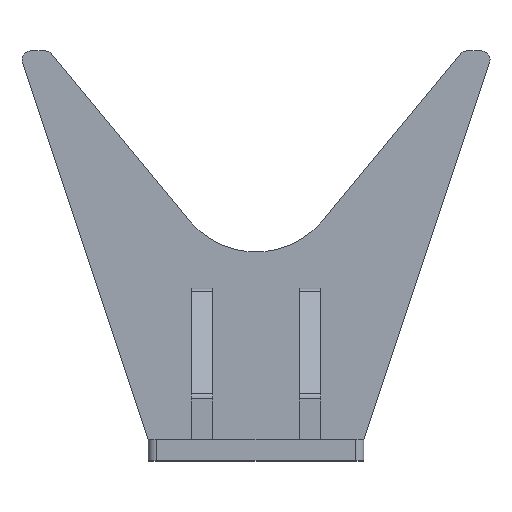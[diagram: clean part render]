
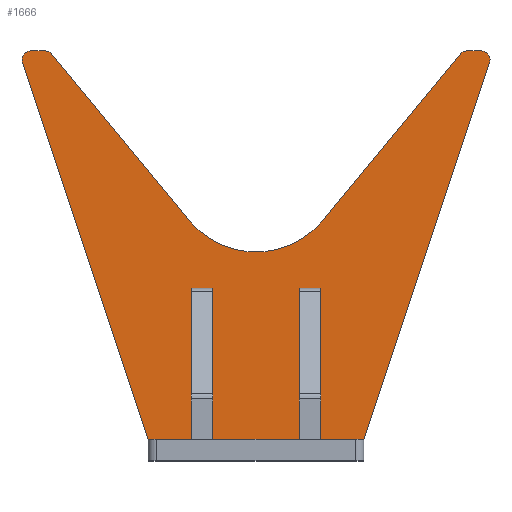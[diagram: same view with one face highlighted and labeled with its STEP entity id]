
A CAD part, top view. The second image highlights one B-rep face of the part: STEP entity #1666.
In plain terms, the highlighted planar face has unit normal (0, 0, 1).
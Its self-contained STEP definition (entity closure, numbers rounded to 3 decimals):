
#57=FACE_BOUND('',#250,.T.);
#58=FACE_BOUND('',#251,.T.);
#78=CIRCLE('',#1819,20.);
#79=CIRCLE('',#1822,2.);
#81=CIRCLE('',#1825,2.);
#82=CIRCLE('',#1826,2.);
#83=CIRCLE('',#1827,2.);
#149=FACE_OUTER_BOUND('',#249,.T.);
#249=EDGE_LOOP('',(#1280,#1281,#1282,#1283,#1284,#1285,#1286,#1287,#1288,
#1289,#1290,#1291,#1292,#1293,#1294,#1295));
#250=EDGE_LOOP('',(#1296,#1297,#1298,#1299));
#251=EDGE_LOOP('',(#1300,#1301,#1302,#1303));
#361=LINE('',#2508,#561);
#364=LINE('',#2514,#564);
#368=LINE('',#2523,#568);
#371=LINE('',#2529,#571);
#373=LINE('',#2534,#573);
#376=LINE('',#2540,#576);
#378=LINE('',#2543,#578);
#380=LINE('',#2546,#580);
#386=LINE('',#2562,#586);
#389=LINE('',#2574,#589);
#390=LINE('',#2577,#590);
#391=LINE('',#2581,#591);
#392=LINE('',#2585,#592);
#393=LINE('',#2587,#593);
#394=LINE('',#2589,#594);
#395=LINE('',#2591,#595);
#396=LINE('',#2593,#596);
#397=LINE('',#2595,#597);
#398=LINE('',#2596,#598);
#561=VECTOR('',#2044,10.);
#564=VECTOR('',#2049,10.);
#568=VECTOR('',#2055,10.);
#571=VECTOR('',#2060,10.);
#573=VECTOR('',#2064,10.);
#576=VECTOR('',#2069,10.);
#578=VECTOR('',#2073,10.);
#580=VECTOR('',#2077,10.);
#586=VECTOR('',#2091,10.);
#589=VECTOR('',#2102,10.);
#590=VECTOR('',#2105,10.);
#591=VECTOR('',#2108,10.);
#592=VECTOR('',#2111,10.);
#593=VECTOR('',#2112,10.);
#594=VECTOR('',#2113,10.);
#595=VECTOR('',#2114,10.);
#596=VECTOR('',#2115,10.);
#597=VECTOR('',#2116,10.);
#598=VECTOR('',#2117,10.);
#751=VERTEX_POINT('',#2502);
#753=VERTEX_POINT('',#2506);
#755=VERTEX_POINT('',#2512);
#757=VERTEX_POINT('',#2517);
#759=VERTEX_POINT('',#2521);
#761=VERTEX_POINT('',#2527);
#762=VERTEX_POINT('',#2531);
#764=VERTEX_POINT('',#2537);
#768=VERTEX_POINT('',#2552);
#769=VERTEX_POINT('',#2554);
#771=VERTEX_POINT('',#2560);
#772=VERTEX_POINT('',#2564);
#773=VERTEX_POINT('',#2565);
#776=VERTEX_POINT('',#2573);
#777=VERTEX_POINT('',#2575);
#778=VERTEX_POINT('',#2578);
#779=VERTEX_POINT('',#2580);
#780=VERTEX_POINT('',#2582);
#781=VERTEX_POINT('',#2584);
#782=VERTEX_POINT('',#2586);
#783=VERTEX_POINT('',#2588);
#784=VERTEX_POINT('',#2590);
#785=VERTEX_POINT('',#2592);
#786=VERTEX_POINT('',#2594);
#933=EDGE_CURVE('',#753,#751,#361,.T.);
#936=EDGE_CURVE('',#755,#753,#364,.T.);
#940=EDGE_CURVE('',#759,#757,#368,.T.);
#943=EDGE_CURVE('',#761,#759,#371,.T.);
#945=EDGE_CURVE('',#762,#755,#373,.T.);
#948=EDGE_CURVE('',#764,#761,#376,.T.);
#950=EDGE_CURVE('',#751,#762,#378,.T.);
#952=EDGE_CURVE('',#757,#764,#380,.T.);
#956=EDGE_CURVE('',#768,#769,#78,.T.);
#960=EDGE_CURVE('',#768,#771,#386,.T.);
#961=EDGE_CURVE('',#772,#773,#79,.T.);
#965=EDGE_CURVE('',#772,#776,#389,.T.);
#966=EDGE_CURVE('',#777,#776,#81,.T.);
#967=EDGE_CURVE('',#777,#769,#390,.T.);
#968=EDGE_CURVE('',#778,#771,#82,.T.);
#969=EDGE_CURVE('',#778,#779,#391,.T.);
#970=EDGE_CURVE('',#780,#779,#83,.T.);
#971=EDGE_CURVE('',#780,#781,#392,.T.);
#972=EDGE_CURVE('',#781,#782,#393,.T.);
#973=EDGE_CURVE('',#782,#783,#394,.T.);
#974=EDGE_CURVE('',#783,#784,#395,.T.);
#975=EDGE_CURVE('',#784,#785,#396,.T.);
#976=EDGE_CURVE('',#785,#786,#397,.T.);
#977=EDGE_CURVE('',#786,#773,#398,.T.);
#1280=ORIENTED_EDGE('',*,*,#961,.F.);
#1281=ORIENTED_EDGE('',*,*,#965,.T.);
#1282=ORIENTED_EDGE('',*,*,#966,.F.);
#1283=ORIENTED_EDGE('',*,*,#967,.T.);
#1284=ORIENTED_EDGE('',*,*,#956,.F.);
#1285=ORIENTED_EDGE('',*,*,#960,.T.);
#1286=ORIENTED_EDGE('',*,*,#968,.F.);
#1287=ORIENTED_EDGE('',*,*,#969,.T.);
#1288=ORIENTED_EDGE('',*,*,#970,.F.);
#1289=ORIENTED_EDGE('',*,*,#971,.T.);
#1290=ORIENTED_EDGE('',*,*,#972,.T.);
#1291=ORIENTED_EDGE('',*,*,#973,.T.);
#1292=ORIENTED_EDGE('',*,*,#974,.T.);
#1293=ORIENTED_EDGE('',*,*,#975,.T.);
#1294=ORIENTED_EDGE('',*,*,#976,.T.);
#1295=ORIENTED_EDGE('',*,*,#977,.T.);
#1296=ORIENTED_EDGE('',*,*,#948,.F.);
#1297=ORIENTED_EDGE('',*,*,#952,.F.);
#1298=ORIENTED_EDGE('',*,*,#940,.F.);
#1299=ORIENTED_EDGE('',*,*,#943,.F.);
#1300=ORIENTED_EDGE('',*,*,#936,.F.);
#1301=ORIENTED_EDGE('',*,*,#945,.F.);
#1302=ORIENTED_EDGE('',*,*,#950,.F.);
#1303=ORIENTED_EDGE('',*,*,#933,.F.);
#1587=PLANE('',#1824);
#1666=ADVANCED_FACE('',(#149,#57,#58),#1587,.T.);
#1819=AXIS2_PLACEMENT_3D('',#2555,#2084,#2085);
#1822=AXIS2_PLACEMENT_3D('',#2566,#2094,#2095);
#1824=AXIS2_PLACEMENT_3D('',#2572,#2100,#2101);
#1825=AXIS2_PLACEMENT_3D('',#2576,#2103,#2104);
#1826=AXIS2_PLACEMENT_3D('',#2579,#2106,#2107);
#1827=AXIS2_PLACEMENT_3D('',#2583,#2109,#2110);
#2044=DIRECTION('',(1.,0.,0.));
#2049=DIRECTION('',(0.,-1.,0.));
#2055=DIRECTION('',(1.,0.,0.));
#2060=DIRECTION('',(0.,-1.,0.));
#2064=DIRECTION('',(-1.,0.,0.));
#2069=DIRECTION('',(-1.,0.,0.));
#2073=DIRECTION('',(0.,1.,0.));
#2077=DIRECTION('',(0.,1.,0.));
#2084=DIRECTION('center_axis',(0.,0.,1.));
#2085=DIRECTION('ref_axis',(0.,-1.,0.));
#2091=DIRECTION('',(-0.636,0.771,0.));
#2094=DIRECTION('center_axis',(0.,0.,-1.));
#2095=DIRECTION('ref_axis',(0.811,0.585,0.));
#2100=DIRECTION('center_axis',(0.,0.,1.));
#2101=DIRECTION('ref_axis',(1.,0.,0.));
#2102=DIRECTION('',(-1.,0.,0.));
#2103=DIRECTION('center_axis',(0.,0.,-1.));
#2104=DIRECTION('ref_axis',(-0.426,0.905,0.));
#2105=DIRECTION('',(-0.636,-0.771,0.));
#2106=DIRECTION('center_axis',(0.,0.,-1.));
#2107=DIRECTION('ref_axis',(0.426,0.905,0.));
#2108=DIRECTION('',(-1.,0.,0.));
#2109=DIRECTION('center_axis',(0.,0.,-1.));
#2110=DIRECTION('ref_axis',(-0.811,0.585,0.));
#2111=DIRECTION('',(0.316,-0.949,0.));
#2112=DIRECTION('',(1.,0.,0.));
#2113=DIRECTION('',(0.,-1.,0.));
#2114=DIRECTION('',(1.,0.,0.));
#2115=DIRECTION('',(0.,1.,0.));
#2116=DIRECTION('',(1.,0.,0.));
#2117=DIRECTION('',(0.316,0.949,0.));
#2502=CARTESIAN_POINT('',(164.85,75.15,5.));
#2506=CARTESIAN_POINT('',(160.15,75.15,5.));
#2508=CARTESIAN_POINT('',(165.,75.15,5.));
#2512=CARTESIAN_POINT('',(160.15,89.85,5.));
#2514=CARTESIAN_POINT('',(160.15,91.25,5.));
#2517=CARTESIAN_POINT('',(139.85,75.15,5.));
#2521=CARTESIAN_POINT('',(135.15,75.15,5.));
#2523=CARTESIAN_POINT('',(142.5,75.15,5.));
#2527=CARTESIAN_POINT('',(135.15,89.85,5.));
#2529=CARTESIAN_POINT('',(135.15,75.,5.));
#2531=CARTESIAN_POINT('',(164.85,89.85,5.));
#2534=CARTESIAN_POINT('',(157.5,89.85,5.));
#2537=CARTESIAN_POINT('',(139.85,89.85,5.));
#2540=CARTESIAN_POINT('',(130.,89.85,5.));
#2543=CARTESIAN_POINT('',(164.85,75.,5.));
#2546=CARTESIAN_POINT('',(139.85,98.75,5.));
#2552=CARTESIAN_POINT('',(134.572,115.66,5.));
#2554=CARTESIAN_POINT('',(165.428,115.66,5.));
#2555=CARTESIAN_POINT('Origin',(150.,128.387,5.));
#2560=CARTESIAN_POINT('',(102.718,154.273,5.));
#2562=CARTESIAN_POINT('',(150.,96.959,5.));
#2564=CARTESIAN_POINT('',(202.225,155.,5.));
#2565=CARTESIAN_POINT('',(204.123,152.368,5.));
#2566=CARTESIAN_POINT('Origin',(202.225,153.,5.));
#2572=CARTESIAN_POINT('Origin',(150.,107.5,5.));
#2573=CARTESIAN_POINT('',(198.824,155.,5.));
#2574=CARTESIAN_POINT('',(205.,155.,5.));
#2575=CARTESIAN_POINT('',(197.282,154.273,5.));
#2576=CARTESIAN_POINT('Origin',(198.824,153.,5.));
#2577=CARTESIAN_POINT('',(150.,96.959,5.));
#2578=CARTESIAN_POINT('',(101.176,155.,5.));
#2579=CARTESIAN_POINT('Origin',(101.176,153.,5.));
#2580=CARTESIAN_POINT('',(97.775,155.,5.));
#2581=CARTESIAN_POINT('',(95.,155.,5.));
#2582=CARTESIAN_POINT('',(95.877,152.368,5.));
#2583=CARTESIAN_POINT('Origin',(97.775,153.,5.));
#2584=CARTESIAN_POINT('',(125.,65.,5.));
#2585=CARTESIAN_POINT('',(125.,65.,5.));
#2586=CARTESIAN_POINT('',(135.,65.,5.));
#2587=CARTESIAN_POINT('',(135.,65.,5.));
#2588=CARTESIAN_POINT('',(135.,60.,5.));
#2589=CARTESIAN_POINT('',(135.,60.,5.));
#2590=CARTESIAN_POINT('',(165.,60.,5.));
#2591=CARTESIAN_POINT('',(150.,60.,5.));
#2592=CARTESIAN_POINT('',(165.,65.,5.));
#2593=CARTESIAN_POINT('',(165.,60.,5.));
#2594=CARTESIAN_POINT('',(175.,65.,5.));
#2595=CARTESIAN_POINT('',(165.,65.,5.));
#2596=CARTESIAN_POINT('',(175.,65.,5.));
